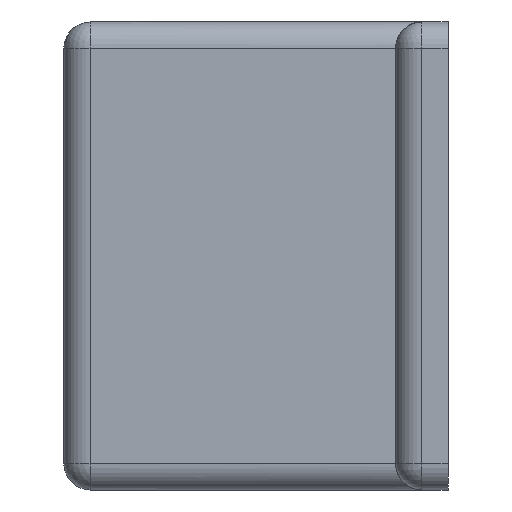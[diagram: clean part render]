
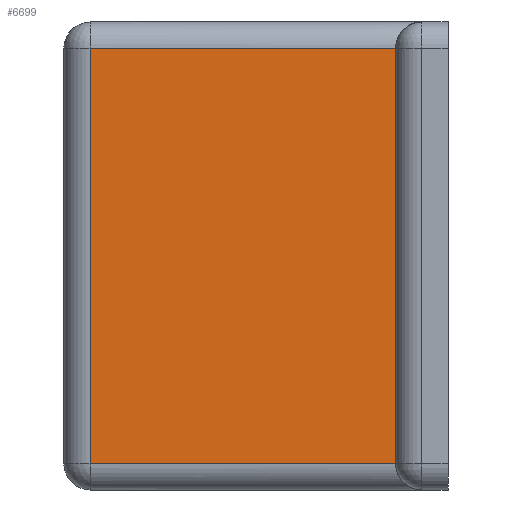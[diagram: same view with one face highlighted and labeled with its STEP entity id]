
A CAD part, left-side view. The second image highlights one B-rep face of the part: STEP entity #6699.
In plain terms, the highlighted planar face has unit normal (-1, 0, 0).
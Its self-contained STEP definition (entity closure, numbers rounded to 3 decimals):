
#3952=DIRECTION('',(0.,0.,-1.));
#3953=VECTOR('',#3952,23.8);
#3954=CARTESIAN_POINT('',(-22.5,20.5,38.85));
#3955=LINE('',#3954,#3953);
#3981=DIRECTION('',(0.,1.,0.));
#3982=VECTOR('',#3981,17.5);
#3983=CARTESIAN_POINT('',(-22.5,3.,15.05));
#3984=LINE('',#3983,#3982);
#3988=DIRECTION('',(0.,0.,-1.));
#3989=VECTOR('',#3988,23.8);
#3990=CARTESIAN_POINT('',(-22.5,3.,38.85));
#3991=LINE('',#3990,#3989);
#4002=DIRECTION('',(0.,1.,0.));
#4003=VECTOR('',#4002,17.5);
#4004=CARTESIAN_POINT('',(-22.5,3.,38.85));
#4005=LINE('',#4004,#4003);
#5603=CARTESIAN_POINT('',(-22.5,3.,38.85));
#5604=VERTEX_POINT('',#5603);
#5621=CARTESIAN_POINT('',(-22.5,20.5,38.85));
#5622=VERTEX_POINT('',#5621);
#5767=CARTESIAN_POINT('',(-22.5,3.,15.05));
#5768=CARTESIAN_POINT('',(-22.5,20.5,15.05));
#5769=VERTEX_POINT('',#5767);
#5770=VERTEX_POINT('',#5768);
#6687=CARTESIAN_POINT('',(-22.5,20.5,-40.35));
#6688=DIRECTION('',(-1.,0.,0.));
#6689=DIRECTION('',(0.,-1.,0.));
#6690=AXIS2_PLACEMENT_3D('',#6687,#6688,#6689);
#6691=PLANE('',#6690);
#6692=ORIENTED_EDGE('',*,*,#6674,.T.);
#6693=ORIENTED_EDGE('',*,*,#6635,.F.);
#6695=ORIENTED_EDGE('',*,*,#6694,.F.);
#6696=ORIENTED_EDGE('',*,*,#6414,.T.);
#6697=EDGE_LOOP('',(#6692,#6693,#6695,#6696));
#6698=FACE_OUTER_BOUND('',#6697,.F.);
#6414=EDGE_CURVE('',#5604,#5769,#3991,.T.);
#6635=EDGE_CURVE('',#5622,#5770,#3955,.T.);
#6674=EDGE_CURVE('',#5769,#5770,#3984,.T.);
#6694=EDGE_CURVE('',#5604,#5622,#4005,.T.);
#6699=ADVANCED_FACE('',(#6698),#6691,.T.);
